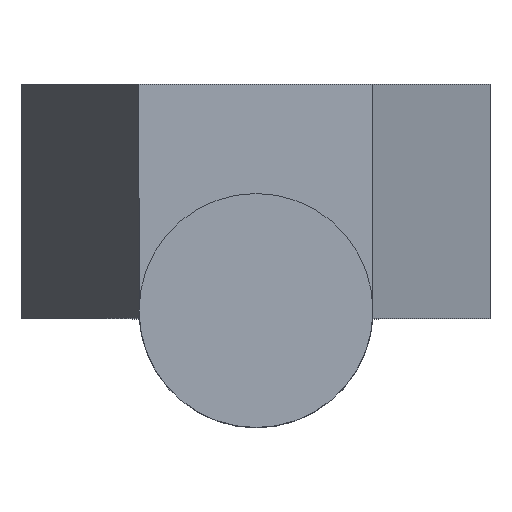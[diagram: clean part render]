
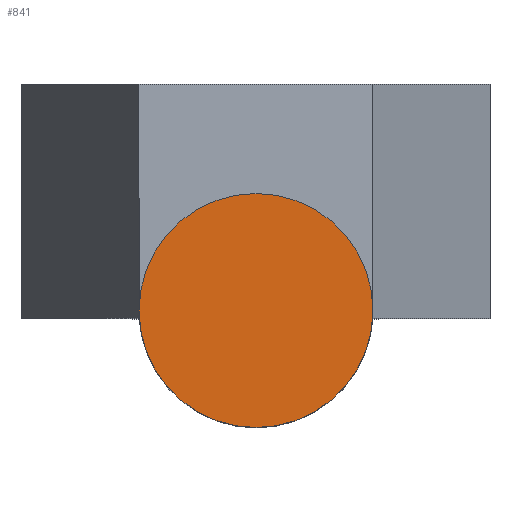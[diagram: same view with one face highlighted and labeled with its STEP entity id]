
A CAD part, top view. The second image highlights one B-rep face of the part: STEP entity #841.
In plain terms, the highlighted planar face has unit normal (0, 0, 1).
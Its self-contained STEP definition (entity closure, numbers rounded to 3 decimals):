
#18 = VERTEX_POINT ( 'NONE', #518 ) ;
#38 = CARTESIAN_POINT ( 'NONE',  ( 0., 4.842, 396.875 ) ) ;
#207 = DIRECTION ( 'NONE',  ( 1., 0., 0. ) ) ;
#240 = CARTESIAN_POINT ( 'NONE',  ( -79.375, 4.842, 396.875 ) ) ;
#248 = CARTESIAN_POINT ( 'NONE',  ( 0., 4.842, 396.875 ) ) ;
#312 = AXIS2_PLACEMENT_3D ( 'NONE', #396, #665, #207 ) ;
#313 = PLANE ( 'NONE',  #781 ) ;
#396 = CARTESIAN_POINT ( 'NONE',  ( 0., 4.842, 396.875 ) ) ;
#518 = CARTESIAN_POINT ( 'NONE',  ( 79.375, 4.842, 396.875 ) ) ;
#531 = ORIENTED_EDGE ( 'NONE', *, *, #540, .T. ) ;
#540 = EDGE_CURVE ( 'NONE', #589, #18, #668, .T. ) ;
#588 = DIRECTION ( 'NONE',  ( 1., 0., 0. ) ) ;
#589 = VERTEX_POINT ( 'NONE', #240 ) ;
#624 = EDGE_LOOP ( 'NONE', ( #531, #730 ) ) ;
#635 = FACE_OUTER_BOUND ( 'NONE', #624, .T. ) ;
#665 = DIRECTION ( 'NONE',  ( 0., 0., 1. ) ) ;
#668 = CIRCLE ( 'NONE', #709, 79.375 ) ;
#687 = EDGE_CURVE ( 'NONE', #18, #589, #695, .T. ) ;
#695 = CIRCLE ( 'NONE', #312, 79.375 ) ;
#709 = AXIS2_PLACEMENT_3D ( 'NONE', #248, #863, #588 ) ;
#730 = ORIENTED_EDGE ( 'NONE', *, *, #687, .T. ) ;
#775 = DIRECTION ( 'NONE',  ( 1., 0., 0. ) ) ;
#781 = AXIS2_PLACEMENT_3D ( 'NONE', #38, #865, #775 ) ;
#841 = ADVANCED_FACE ( 'NONE', ( #635 ), #313, .T. ) ;
#863 = DIRECTION ( 'NONE',  ( 0., 0., 1. ) ) ;
#865 = DIRECTION ( 'NONE',  ( 0., 0., 1. ) ) ;
